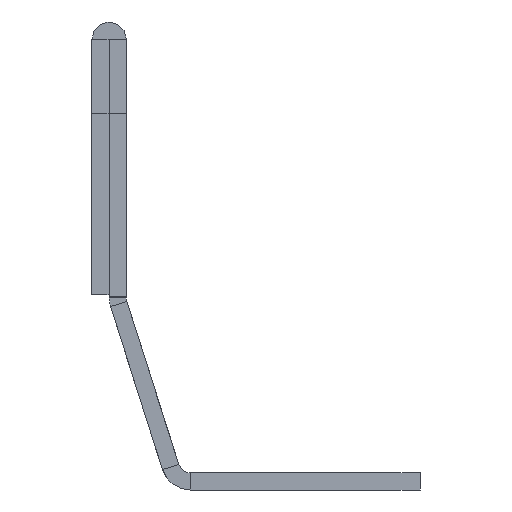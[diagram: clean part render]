
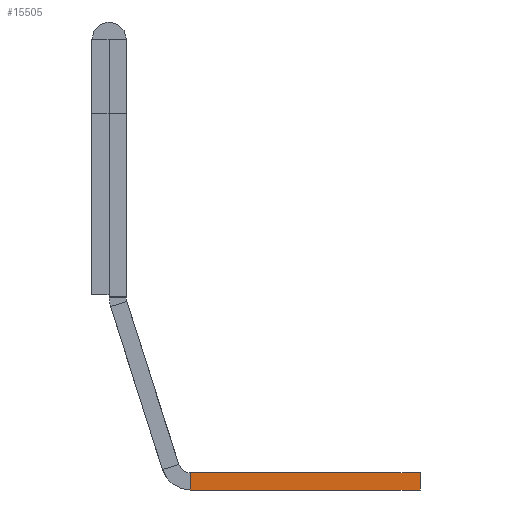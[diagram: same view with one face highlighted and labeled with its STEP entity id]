
A CAD part, front view. The second image highlights one B-rep face of the part: STEP entity #15505.
In plain terms, the highlighted planar face has unit normal (0, -1, 0).
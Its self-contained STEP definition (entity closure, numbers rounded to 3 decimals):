
#237 = VERTEX_POINT ( 'NONE', #14320 ) ;
#326 = VERTEX_POINT ( 'NONE', #6711 ) ;
#1042 = PLANE ( 'NONE',  #14611 ) ;
#1384 = CARTESIAN_POINT ( 'NONE',  ( 0., -963.5, 0. ) ) ;
#1625 = LINE ( 'NONE', #7604, #19250 ) ;
#1639 = CARTESIAN_POINT ( 'NONE',  ( -18.845, -963.5, 1.4 ) ) ;
#2599 = EDGE_LOOP ( 'NONE', ( #10736, #14555, #5461, #16244 ) ) ;
#2623 = FACE_OUTER_BOUND ( 'NONE', #2599, .T. ) ;
#2648 = DIRECTION ( 'NONE',  ( 1., 0., 0. ) ) ;
#4117 = CARTESIAN_POINT ( 'NONE',  ( 0., -963.5, 0. ) ) ;
#5461 = ORIENTED_EDGE ( 'NONE', *, *, #16652, .F. ) ;
#5797 = LINE ( 'NONE', #18406, #17662 ) ;
#5892 = DIRECTION ( 'NONE',  ( -1., 0., 0. ) ) ;
#6663 = EDGE_CURVE ( 'NONE', #9968, #237, #10143, .T. ) ;
#6711 = CARTESIAN_POINT ( 'NONE',  ( -18.845, -963.5, 0. ) ) ;
#7604 = CARTESIAN_POINT ( 'NONE',  ( 0., -963.5, 0. ) ) ;
#8604 = VECTOR ( 'NONE', #12256, 1000. ) ;
#9968 = VERTEX_POINT ( 'NONE', #1384 ) ;
#10093 = EDGE_CURVE ( 'NONE', #237, #13684, #5797, .T. ) ;
#10143 = LINE ( 'NONE', #4117, #18477 ) ;
#10316 = CARTESIAN_POINT ( 'NONE',  ( -18.845, -963.5, 1.4 ) ) ;
#10736 = ORIENTED_EDGE ( 'NONE', *, *, #10093, .T. ) ;
#11615 = DIRECTION ( 'NONE',  ( 0., 1., 0. ) ) ;
#12256 = DIRECTION ( 'NONE',  ( 0., 0., -1. ) ) ;
#13684 = VERTEX_POINT ( 'NONE', #10316 ) ;
#13787 = DIRECTION ( 'NONE',  ( -1., 0., 0. ) ) ;
#14320 = CARTESIAN_POINT ( 'NONE',  ( 0., -963.5, 1.4 ) ) ;
#14555 = ORIENTED_EDGE ( 'NONE', *, *, #14658, .T. ) ;
#14597 = CARTESIAN_POINT ( 'NONE',  ( -25.512, -963.5, 36.99 ) ) ;
#14611 = AXIS2_PLACEMENT_3D ( 'NONE', #14597, #11615, #2648 ) ;
#14658 = EDGE_CURVE ( 'NONE', #13684, #326, #18127, .T. ) ;
#15505 = ADVANCED_FACE ( 'NONE', ( #2623 ), #1042, .F. ) ;
#16244 = ORIENTED_EDGE ( 'NONE', *, *, #6663, .T. ) ;
#16652 = EDGE_CURVE ( 'NONE', #9968, #326, #1625, .T. ) ;
#17662 = VECTOR ( 'NONE', #13787, 1000. ) ;
#18127 = LINE ( 'NONE', #1639, #8604 ) ;
#18406 = CARTESIAN_POINT ( 'NONE',  ( 0., -963.5, 1.4 ) ) ;
#18477 = VECTOR ( 'NONE', #19453, 1000. ) ;
#19250 = VECTOR ( 'NONE', #5892, 1000. ) ;
#19453 = DIRECTION ( 'NONE',  ( 0., 0., 1. ) ) ;
